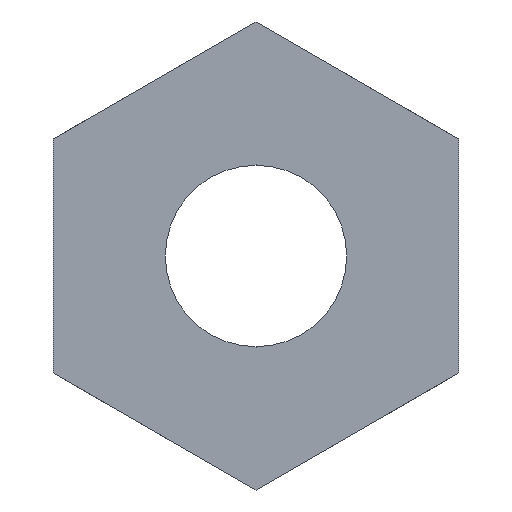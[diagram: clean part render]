
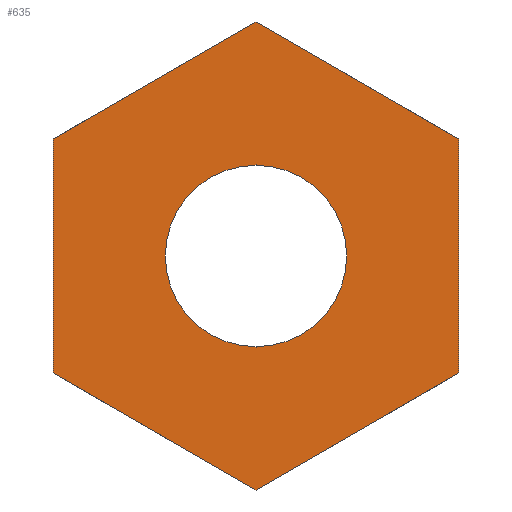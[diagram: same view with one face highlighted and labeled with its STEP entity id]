
A CAD part, front view. The second image highlights one B-rep face of the part: STEP entity #635.
In plain terms, the highlighted planar face has unit normal (0, -1, 0).
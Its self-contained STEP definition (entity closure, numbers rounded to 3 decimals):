
#14=DIRECTION('',(-0.866,0.,-0.5));
#15=VECTOR('',#14,6.416);
#16=CARTESIAN_POINT('',(5.556,0.,-3.208));
#17=LINE('',#16,#15);
#18=DIRECTION('',(-0.866,0.,0.5));
#19=VECTOR('',#18,6.416);
#20=CARTESIAN_POINT('',(0.,0.,-6.416));
#21=LINE('',#20,#19);
#22=DIRECTION('',(0.,0.,1.));
#23=VECTOR('',#22,6.416);
#24=CARTESIAN_POINT('',(-5.556,0.,-3.208));
#25=LINE('',#24,#23);
#26=DIRECTION('',(0.866,0.,0.5));
#27=VECTOR('',#26,6.416);
#28=CARTESIAN_POINT('',(-5.556,0.,3.208));
#29=LINE('',#28,#27);
#30=DIRECTION('',(0.866,0.,-0.5));
#31=VECTOR('',#30,6.416);
#32=CARTESIAN_POINT('',(0.,0.,6.416));
#33=LINE('',#32,#31);
#34=DIRECTION('',(0.,0.,-1.));
#35=VECTOR('',#34,6.416);
#36=CARTESIAN_POINT('',(5.556,0.,3.208));
#37=LINE('',#36,#35);
#38=CARTESIAN_POINT('',(0.,0.,0.));
#39=DIRECTION('',(0.,-1.,0.));
#40=DIRECTION('',(0.,0.,-1.));
#41=AXIS2_PLACEMENT_3D('',#38,#39,#40);
#43=CARTESIAN_POINT('',(0.,0.,0.));
#44=DIRECTION('',(0.,-1.,0.));
#45=DIRECTION('',(0.,0.,1.));
#46=AXIS2_PLACEMENT_3D('',#43,#44,#45);
#514=CARTESIAN_POINT('',(5.556,0.,-3.208));
#515=CARTESIAN_POINT('',(0.,0.,-6.416));
#516=VERTEX_POINT('',#514);
#517=VERTEX_POINT('',#515);
#518=CARTESIAN_POINT('',(-5.556,0.,-3.208));
#519=VERTEX_POINT('',#518);
#520=CARTESIAN_POINT('',(-5.556,0.,3.208));
#521=VERTEX_POINT('',#520);
#522=CARTESIAN_POINT('',(0.,0.,6.416));
#523=VERTEX_POINT('',#522);
#524=CARTESIAN_POINT('',(5.556,0.,3.208));
#525=VERTEX_POINT('',#524);
#526=CARTESIAN_POINT('',(0.,0.,-2.488));
#527=CARTESIAN_POINT('',(0.,0.,2.488));
#528=VERTEX_POINT('',#526);
#529=VERTEX_POINT('',#527);
#610=CARTESIAN_POINT('',(0.,0.,-6.416));
#611=DIRECTION('',(0.,1.,0.));
#612=DIRECTION('',(0.,0.,1.));
#613=AXIS2_PLACEMENT_3D('',#610,#611,#612);
#614=PLANE('',#613);
#616=ORIENTED_EDGE('',*,*,#615,.T.);
#618=ORIENTED_EDGE('',*,*,#617,.T.);
#620=ORIENTED_EDGE('',*,*,#619,.T.);
#622=ORIENTED_EDGE('',*,*,#621,.T.);
#624=ORIENTED_EDGE('',*,*,#623,.T.);
#626=ORIENTED_EDGE('',*,*,#625,.T.);
#627=EDGE_LOOP('',(#616,#618,#620,#622,#624,#626));
#628=FACE_OUTER_BOUND('',#627,.F.);
#630=ORIENTED_EDGE('',*,*,#629,.T.);
#632=ORIENTED_EDGE('',*,*,#631,.T.);
#633=EDGE_LOOP('',(#630,#632));
#634=FACE_BOUND('',#633,.F.);
#635=ADVANCED_FACE('',(#628,#634),#614,.F.);
#42=CIRCLE('',#41,2.488);
#47=CIRCLE('',#46,2.488);
#615=EDGE_CURVE('',#516,#517,#17,.T.);
#617=EDGE_CURVE('',#517,#519,#21,.T.);
#619=EDGE_CURVE('',#519,#521,#25,.T.);
#621=EDGE_CURVE('',#521,#523,#29,.T.);
#623=EDGE_CURVE('',#523,#525,#33,.T.);
#625=EDGE_CURVE('',#525,#516,#37,.T.);
#629=EDGE_CURVE('',#528,#529,#42,.T.);
#631=EDGE_CURVE('',#529,#528,#47,.T.);
